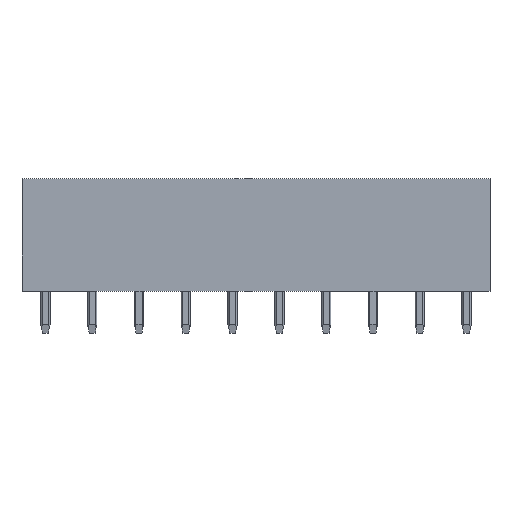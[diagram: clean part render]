
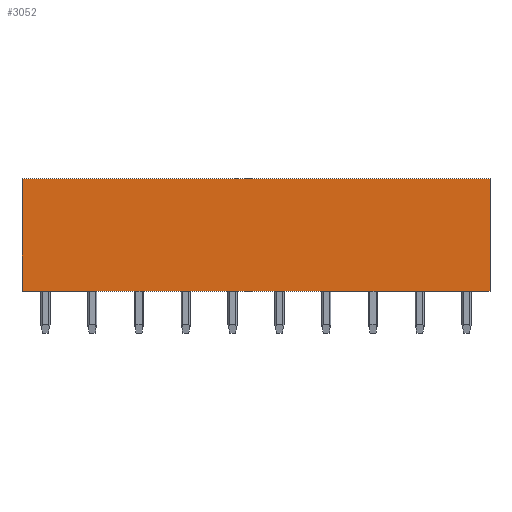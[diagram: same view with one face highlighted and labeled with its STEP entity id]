
A CAD part, front view. The second image highlights one B-rep face of the part: STEP entity #3052.
In plain terms, the highlighted planar face has unit normal (0, -1, 0).
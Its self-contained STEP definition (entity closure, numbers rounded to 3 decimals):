
#3039=AXIS2_PLACEMENT_3D('Plane Axis2P3D',#3036,#3037,#3038) ;
#827=CARTESIAN_POINT('Vertex',(50.,0.,4.5)) ;
#830=CARTESIAN_POINT('Line Origine',(25.,0.,4.5)) ;
#834=CARTESIAN_POINT('Vertex',(0.,0.,4.5)) ;
#1616=CARTESIAN_POINT('Vertex',(50.,0.,16.5)) ;
#1619=CARTESIAN_POINT('Line Origine',(50.,0.,10.5)) ;
#1675=CARTESIAN_POINT('Line Origine',(0.,0.,10.5)) ;
#1679=CARTESIAN_POINT('Vertex',(0.,0.,16.5)) ;
#3036=CARTESIAN_POINT('Axis2P3D Location',(0.,0.,4.5)) ;
#3041=CARTESIAN_POINT('Line Origine',(25.,0.,16.5)) ;
#831=DIRECTION('Vector Direction',(1.,0.,0.)) ;
#1620=DIRECTION('Vector Direction',(0.,0.,1.)) ;
#1676=DIRECTION('Vector Direction',(0.,0.,1.)) ;
#3037=DIRECTION('Axis2P3D Direction',(0.,1.,0.)) ;
#3038=DIRECTION('Axis2P3D XDirection',(0.,0.,1.)) ;
#3042=DIRECTION('Vector Direction',(1.,0.,0.)) ;
#832=VECTOR('Line Direction',#831,1.) ;
#1621=VECTOR('Line Direction',#1620,1.) ;
#1677=VECTOR('Line Direction',#1676,1.) ;
#3043=VECTOR('Line Direction',#3042,1.) ;
#3047=ORIENTED_EDGE('',*,*,#1623,.T.) ;
#3048=ORIENTED_EDGE('',*,*,#3045,.F.) ;
#3049=ORIENTED_EDGE('',*,*,#1681,.F.) ;
#3050=ORIENTED_EDGE('',*,*,#836,.T.) ;
#3052=ADVANCED_FACE('Housing',(#3051),#3040,.F.) ;
#836=EDGE_CURVE('',#835,#828,#833,.T.) ;
#1623=EDGE_CURVE('',#828,#1617,#1622,.T.) ;
#1681=EDGE_CURVE('',#835,#1680,#1678,.T.) ;
#3045=EDGE_CURVE('',#1680,#1617,#3044,.T.) ;
#3046=EDGE_LOOP('',(#3047,#3048,#3049,#3050)) ;
#3051=FACE_OUTER_BOUND('',#3046,.T.) ;
#833=LINE('Line',#830,#832) ;
#1622=LINE('Line',#1619,#1621) ;
#1678=LINE('Line',#1675,#1677) ;
#3044=LINE('Line',#3041,#3043) ;
#3040=PLANE('',#3039) ;
#828=VERTEX_POINT('',#827) ;
#835=VERTEX_POINT('',#834) ;
#1617=VERTEX_POINT('',#1616) ;
#1680=VERTEX_POINT('',#1679) ;
